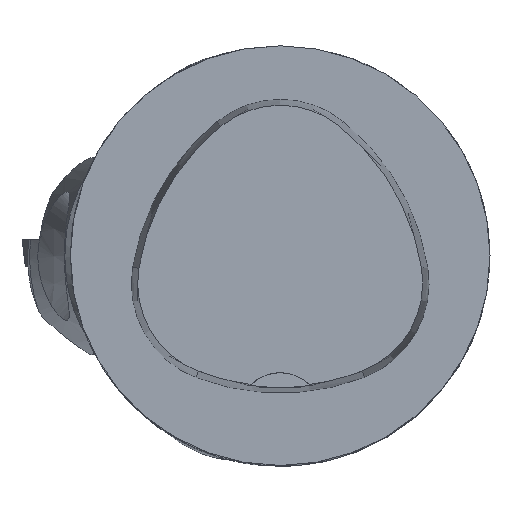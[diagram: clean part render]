
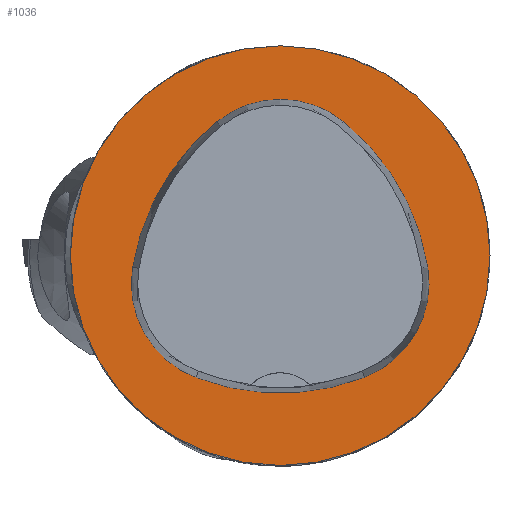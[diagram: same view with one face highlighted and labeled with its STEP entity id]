
A CAD part, top view. The second image highlights one B-rep face of the part: STEP entity #1036.
In plain terms, the highlighted planar face has unit normal (0, 0, 1).
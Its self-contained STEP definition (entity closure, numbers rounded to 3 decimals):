
#311=FACE_BOUND('',#1750,.T.);
#312=FACE_BOUND('',#1751,.T.);
#693=PLANE('',#6825);
#1036=ADVANCED_FACE('',(#311,#312),#693,.T.);
#1750=EDGE_LOOP('',(#2265,#2266,#2267,#2268,#2269,#2270));
#1751=EDGE_LOOP('',(#2271));
#2265=ORIENTED_EDGE('',*,*,#4766,.T.);
#2266=ORIENTED_EDGE('',*,*,#4746,.T.);
#2267=ORIENTED_EDGE('',*,*,#4750,.T.);
#2268=ORIENTED_EDGE('',*,*,#4753,.T.);
#2269=ORIENTED_EDGE('',*,*,#4756,.T.);
#2270=ORIENTED_EDGE('',*,*,#4764,.T.);
#2271=ORIENTED_EDGE('',*,*,#4715,.F.);
#4073=VERTEX_POINT('',#9188);
#4104=VERTEX_POINT('',#9342);
#4105=VERTEX_POINT('',#9343);
#4108=VERTEX_POINT('',#9351);
#4110=VERTEX_POINT('',#9357);
#4112=VERTEX_POINT('',#9363);
#4119=VERTEX_POINT('',#9384);
#4715=EDGE_CURVE('',#4073,#4073,#5625,.T.);
#4746=EDGE_CURVE('',#4104,#4105,#5628,.T.);
#4750=EDGE_CURVE('',#4105,#4108,#5630,.T.);
#4753=EDGE_CURVE('',#4108,#4110,#5632,.T.);
#4756=EDGE_CURVE('',#4110,#4112,#5634,.T.);
#4764=EDGE_CURVE('',#4112,#4119,#5638,.T.);
#4766=EDGE_CURVE('',#4119,#4104,#5640,.T.);
#5625=CIRCLE('',#6786,25.);
#5628=CIRCLE('',#6803,28.);
#5630=CIRCLE('',#6806,12.);
#5632=CIRCLE('',#6809,28.);
#5634=CIRCLE('',#6812,12.);
#5638=CIRCLE('',#6817,28.);
#5640=CIRCLE('',#6820,12.);
#6786=AXIS2_PLACEMENT_3D('',#9187,#7482,#7483);
#6803=AXIS2_PLACEMENT_3D('',#9341,#7528,#7529);
#6806=AXIS2_PLACEMENT_3D('',#9350,#7536,#7537);
#6809=AXIS2_PLACEMENT_3D('',#9356,#7543,#7544);
#6812=AXIS2_PLACEMENT_3D('',#9362,#7550,#7551);
#6817=AXIS2_PLACEMENT_3D('',#9385,#7562,#7563);
#6820=AXIS2_PLACEMENT_3D('',#9388,#7568,#7569);
#6825=AXIS2_PLACEMENT_3D('',#9393,#7578,#7579);
#7482=DIRECTION('',(0.,0.,-1.));
#7483=DIRECTION('',(-1.,0.,0.));
#7528=DIRECTION('',(0.,0.,-1.));
#7529=DIRECTION('',(-1.,0.,0.));
#7536=DIRECTION('',(0.,0.,-1.));
#7537=DIRECTION('',(-1.,0.,0.));
#7543=DIRECTION('',(0.,0.,-1.));
#7544=DIRECTION('',(-1.,0.,0.));
#7550=DIRECTION('',(0.,0.,-1.));
#7551=DIRECTION('',(-1.,0.,0.));
#7562=DIRECTION('',(0.,0.,-1.));
#7563=DIRECTION('',(-1.,0.,0.));
#7568=DIRECTION('',(0.,0.,-1.));
#7569=DIRECTION('',(-1.,0.,0.));
#7578=DIRECTION('',(0.,0.,1.));
#7579=DIRECTION('',(1.,0.,0.));
#9187=CARTESIAN_POINT('',(0.,0.,0.));
#9188=CARTESIAN_POINT('',(-25.,0.,0.));
#9341=CARTESIAN_POINT('',(10.068,-5.824,0.));
#9342=CARTESIAN_POINT('',(-17.584,-1.424,0.));
#9343=CARTESIAN_POINT('',(-7.531,15.953,0.));
#9350=CARTESIAN_POINT('',(0.011,6.62,0.));
#9351=CARTESIAN_POINT('',(7.567,15.942,0.));
#9356=CARTESIAN_POINT('',(-10.063,-5.81,0.));
#9357=CARTESIAN_POINT('',(17.59,-1.418,0.));
#9362=CARTESIAN_POINT('',(5.739,-3.3,0.));
#9363=CARTESIAN_POINT('',(10.05,-14.499,0.));
#9384=CARTESIAN_POINT('',(-10.025,-14.516,0.));
#9385=CARTESIAN_POINT('',(-0.01,11.631,0.));
#9388=CARTESIAN_POINT('',(-5.733,-3.31,0.));
#9393=CARTESIAN_POINT('',(0.,0.,0.));
